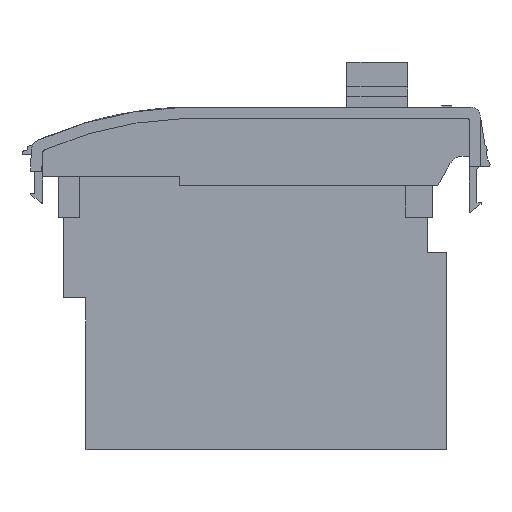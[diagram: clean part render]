
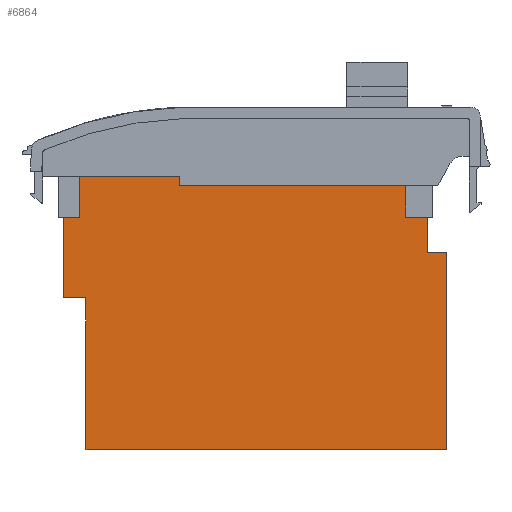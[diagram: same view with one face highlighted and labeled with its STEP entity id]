
A CAD part, left-side view. The second image highlights one B-rep face of the part: STEP entity #6864.
In plain terms, the highlighted planar face has unit normal (-1, 0, 0).
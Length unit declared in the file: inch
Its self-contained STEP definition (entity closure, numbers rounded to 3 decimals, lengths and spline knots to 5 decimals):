
#2261 = CARTESIAN_POINT ( 'NONE',  ( 1.0895, 3.22916, 1.0255 ) ) ;
#2359 = DIRECTION ( 'NONE',  ( 0., -1., 0. ) ) ;
#2360 = VECTOR ( 'NONE', #2359, 39.37008 ) ;
#2361 = CARTESIAN_POINT ( 'NONE',  ( 1.0895, 3.22916, 1.0855 ) ) ;
#2362 = LINE ( 'NONE', #2361, #2360 ) ;
#2385 = DIRECTION ( 'NONE',  ( 0., -1., 0. ) ) ;
#2386 = VECTOR ( 'NONE', #2385, 39.37008 ) ;
#2387 = CARTESIAN_POINT ( 'NONE',  ( 1.0895, 1.52916, 1.0255 ) ) ;
#2388 = LINE ( 'NONE', #2387, #2386 ) ;
#2404 = CARTESIAN_POINT ( 'NONE',  ( 1.0895, 3.22916, 1.0855 ) ) ;
#2411 = DIRECTION ( 'NONE',  ( 0., 0., -1. ) ) ;
#2412 = VECTOR ( 'NONE', #2411, 39.37008 ) ;
#2413 = CARTESIAN_POINT ( 'NONE',  ( 1.0895, 3.22916, 1.0255 ) ) ;
#2414 = LINE ( 'NONE', #2413, #2412 ) ;
#2450 = CARTESIAN_POINT ( 'NONE',  ( 1.0895, 1.73848, 1.0255 ) ) ;
#3895 = CARTESIAN_POINT ( 'NONE',  ( 1.0895, 3.84348, -0.7145 ) ) ;
#3896 = CARTESIAN_POINT ( 'NONE',  ( 1.0895, 1.46848, -0.7145 ) ) ;
#3897 = DIRECTION ( 'NONE',  ( 0., 1., 0. ) ) ;
#3898 = VECTOR ( 'NONE', #3897, 39.37008 ) ;
#3899 = CARTESIAN_POINT ( 'NONE',  ( 1.0895, 1.46848, -0.7145 ) ) ;
#3900 = LINE ( 'NONE', #3899, #3898 ) ;
#3910 = DIRECTION ( 'NONE',  ( 0., 0., 1. ) ) ;
#3911 = VECTOR ( 'NONE', #3910, 39.37008 ) ;
#3912 = CARTESIAN_POINT ( 'NONE',  ( 1.0895, 3.99348, 1.3155 ) ) ;
#3913 = LINE ( 'NONE', #3912, #3911 ) ;
#3991 = CARTESIAN_POINT ( 'NONE',  ( 1.0895, 3.99348, 0.2855 ) ) ;
#3992 = DIRECTION ( 'NONE',  ( 0., 1., 0. ) ) ;
#3993 = VECTOR ( 'NONE', #3992, 39.37008 ) ;
#3994 = CARTESIAN_POINT ( 'NONE',  ( 1.0895, 3.99348, 0.2855 ) ) ;
#3995 = LINE ( 'NONE', #3994, #3993 ) ;
#4035 = CARTESIAN_POINT ( 'NONE',  ( 1.0895, 3.84348, 0.2855 ) ) ;
#4036 = DIRECTION ( 'NONE',  ( 0., 0., 1. ) ) ;
#4037 = VECTOR ( 'NONE', #4036, 39.37008 ) ;
#4038 = CARTESIAN_POINT ( 'NONE',  ( 1.0895, 3.84348, 0.2855 ) ) ;
#4039 = LINE ( 'NONE', #4038, #4037 ) ;
#4071 = DIRECTION ( 'NONE',  ( 0., 0., 1. ) ) ;
#4072 = VECTOR ( 'NONE', #4071, 39.37008 ) ;
#4073 = CARTESIAN_POINT ( 'NONE',  ( 1.0895, 1.73848, 0.8155 ) ) ;
#4074 = LINE ( 'NONE', #4073, #4072 ) ;
#4099 = DIRECTION ( 'NONE',  ( 0., 0., -1. ) ) ;
#4100 = VECTOR ( 'NONE', #4099, 39.37008 ) ;
#4101 = CARTESIAN_POINT ( 'NONE',  ( 1.0895, 1.46848, 0.5855 ) ) ;
#4102 = LINE ( 'NONE', #4101, #4100 ) ;
#4155 = CARTESIAN_POINT ( 'NONE',  ( 1.0895, 1.46848, 0.5855 ) ) ;
#4156 = DIRECTION ( 'NONE',  ( 0., -1., 0. ) ) ;
#4157 = VECTOR ( 'NONE', #4156, 39.37008 ) ;
#4158 = CARTESIAN_POINT ( 'NONE',  ( 1.0895, 1.46848, 0.5855 ) ) ;
#4159 = LINE ( 'NONE', #4158, #4157 ) ;
#4165 = CARTESIAN_POINT ( 'NONE',  ( 1.0895, 1.59848, 0.5855 ) ) ;
#4166 = DIRECTION ( 'NONE',  ( 0., 0., -1. ) ) ;
#4167 = VECTOR ( 'NONE', #4166, 39.37008 ) ;
#4168 = CARTESIAN_POINT ( 'NONE',  ( 1.0895, 1.59848, 0.5855 ) ) ;
#4169 = LINE ( 'NONE', #4168, #4167 ) ;
#4196 = DIRECTION ( 'NONE',  ( 0., -1., 0. ) ) ;
#4197 = VECTOR ( 'NONE', #4196, 39.37008 ) ;
#4198 = CARTESIAN_POINT ( 'NONE',  ( 1.0895, 3.84348, 0.8155 ) ) ;
#4199 = LINE ( 'NONE', #4198, #4197 ) ;
#4221 = PLANE ( 'NONE',  #4277 ) ;
#4240 = FACE_OUTER_BOUND ( 'NONE', #6865, .T. ) ;
#4241 = CARTESIAN_POINT ( 'NONE',  ( 1.0895, 1.73848, 0.8155 ) ) ;
#4274 = DIRECTION ( 'NONE',  ( 0., 0., 1. ) ) ;
#4275 = DIRECTION ( 'NONE',  ( -1., 0., 0. ) ) ;
#4276 = CARTESIAN_POINT ( 'NONE',  ( 1.0895, 3.84348, -0.7145 ) ) ;
#4277 = AXIS2_PLACEMENT_3D ( 'NONE', #4276, #4275, #4274 ) ;
#4638 = VERTEX_POINT ( 'NONE', #8723 ) ;
#5900 = VERTEX_POINT ( 'NONE', #2261 ) ;
#5953 = EDGE_CURVE ( 'NONE', #4638, #5964, #2362, .T. ) ;
#5960 = EDGE_CURVE ( 'NONE', #5964, #5900, #2414, .T. ) ;
#5964 = VERTEX_POINT ( 'NONE', #2404 ) ;
#5974 = EDGE_CURVE ( 'NONE', #5900, #5975, #2388, .T. ) ;
#5975 = VERTEX_POINT ( 'NONE', #2450 ) ;
#6710 = EDGE_CURVE ( 'NONE', #6711, #6712, #3900, .T. ) ;
#6711 = VERTEX_POINT ( 'NONE', #3896 ) ;
#6712 = VERTEX_POINT ( 'NONE', #3895 ) ;
#6747 = EDGE_CURVE ( 'NONE', #6759, #4638, #3913, .T. ) ;
#6758 = EDGE_CURVE ( 'NONE', #6776, #6759, #3995, .T. ) ;
#6759 = VERTEX_POINT ( 'NONE', #3991 ) ;
#6775 = EDGE_CURVE ( 'NONE', #6712, #6776, #4039, .T. ) ;
#6776 = VERTEX_POINT ( 'NONE', #4035 ) ;
#6784 = ORIENTED_EDGE ( 'NONE', *, *, #6785, .T. ) ;
#6785 = EDGE_CURVE ( 'NONE', #6847, #5975, #4074, .T. ) ;
#6790 = EDGE_CURVE ( 'NONE', #6806, #6711, #4102, .T. ) ;
#6805 = EDGE_CURVE ( 'NONE', #6821, #6806, #4159, .T. ) ;
#6806 = VERTEX_POINT ( 'NONE', #4155 ) ;
#6820 = EDGE_CURVE ( 'NONE', #14364, #6821, #4169, .T. ) ;
#6821 = VERTEX_POINT ( 'NONE', #4165 ) ;
#6834 = ORIENTED_EDGE ( 'NONE', *, *, #6820, .F. ) ;
#6835 = ORIENTED_EDGE ( 'NONE', *, *, #6836, .F. ) ;
#6836 = EDGE_CURVE ( 'NONE', #6847, #14364, #4199, .T. ) ;
#6847 = VERTEX_POINT ( 'NONE', #4241 ) ;
#6848 = ORIENTED_EDGE ( 'NONE', *, *, #5974, .F. ) ;
#6849 = ORIENTED_EDGE ( 'NONE', *, *, #5960, .F. ) ;
#6850 = ORIENTED_EDGE ( 'NONE', *, *, #5953, .F. ) ;
#6851 = ORIENTED_EDGE ( 'NONE', *, *, #6747, .F. ) ;
#6852 = ORIENTED_EDGE ( 'NONE', *, *, #6758, .F. ) ;
#6853 = ORIENTED_EDGE ( 'NONE', *, *, #6775, .F. ) ;
#6854 = ORIENTED_EDGE ( 'NONE', *, *, #6710, .F. ) ;
#6855 = ORIENTED_EDGE ( 'NONE', *, *, #6790, .F. ) ;
#6856 = ORIENTED_EDGE ( 'NONE', *, *, #6805, .F. ) ;
#6864 = ADVANCED_FACE ( 'NONE', ( #4240 ), #4221, .T. ) ;
#6865 = EDGE_LOOP ( 'NONE', ( #6784, #6848, #6849, #6850, #6851, #6852, #6853, #6854, #6855, #6856, #6834, #6835 ) ) ;
#8723 = CARTESIAN_POINT ( 'NONE',  ( 1.0895, 3.99348, 1.0855 ) ) ;
#14007 = CARTESIAN_POINT ( 'NONE',  ( 1.0895, 1.59848, 0.8155 ) ) ;
#14364 = VERTEX_POINT ( 'NONE', #14007 ) ;
